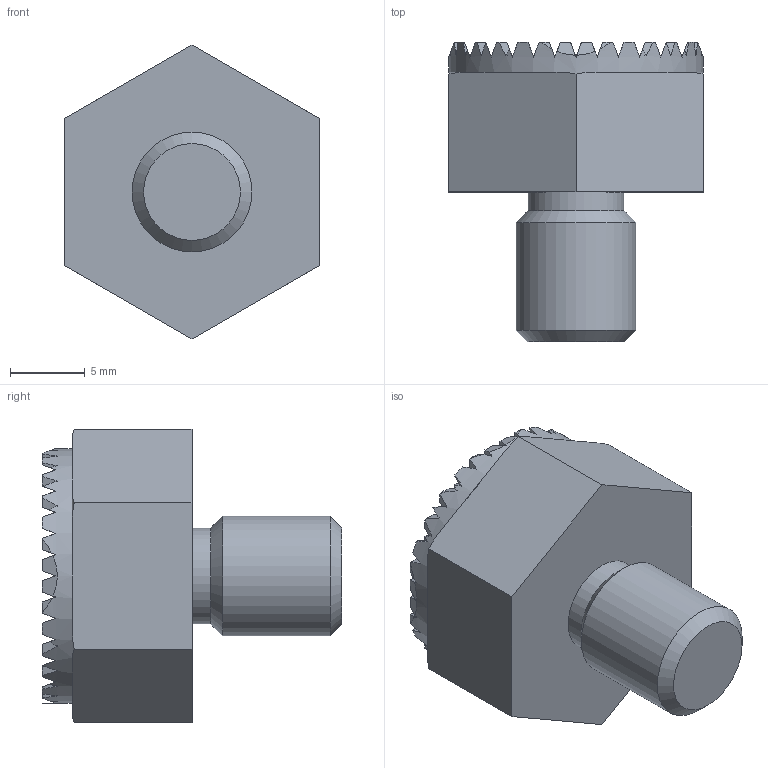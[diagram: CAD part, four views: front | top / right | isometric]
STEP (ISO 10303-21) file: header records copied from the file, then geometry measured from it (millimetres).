
FILE_DESCRIPTION( ( 'STEP AP214' ), '1' );
FILE_NAME( 'K0298.3101.stp', '2020-11-27T12:59:42', ( '' ), ( '' ), ' ', 'PARTsolutions', ' ' );
FILE_SCHEMA( ( 'AUTOMOTIVE_DESIGN { 1 0 10303 214 1 1 1 1 }' ) );
Length unit declared in the file: millimetre
Products named in the file (1): _K0298.3101
Bounding box: 17 x 20 x 19.63 mm (x, y, z)
Volume: 2834.1 mm3; surface area: 1629.9 mm2
Topology: 1 solids, 1 shells, 427 faces, 1261 edges, 837 vertices
Faces by surface type: plane 416, torus 6, cylinder 3, cone 2
Full cylindrical faces by diameter (mm): 6.4 x1, 8 x1, 17 x1
Entity records: 17497 total; most frequent: CARTESIAN_POINT 2565, ORIENTED_EDGE 2512, DIRECTION 2243, EDGE_CURVE 1256, LINE 1101, VECTOR 1101, VERTEX_POINT 837, AXIS2_PLACEMENT_3D 571
